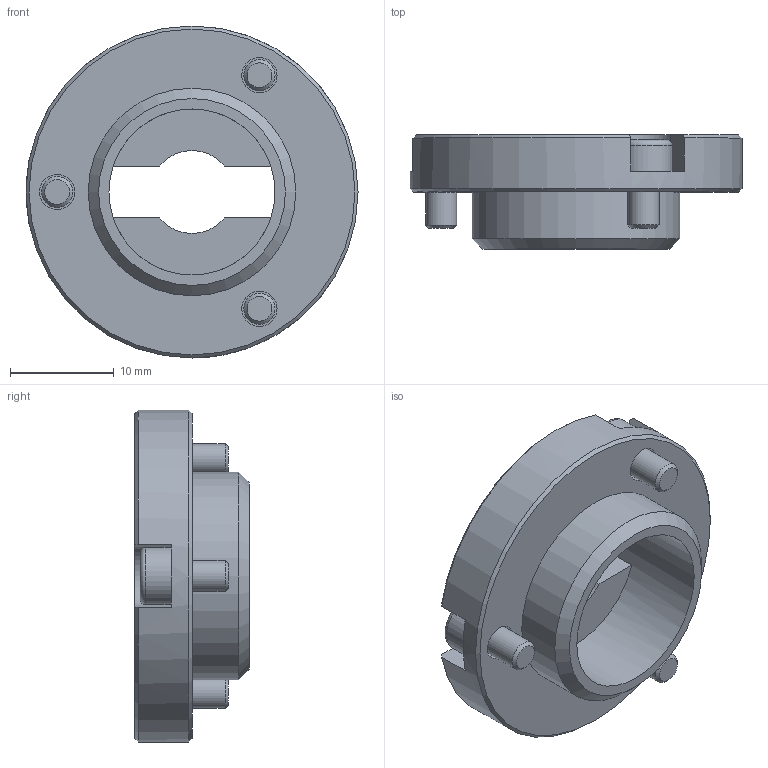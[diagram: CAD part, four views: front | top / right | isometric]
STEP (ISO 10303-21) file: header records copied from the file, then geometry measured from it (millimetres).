
FILE_DESCRIPTION( ( 'STEP AP214' ), '1' );
FILE_NAME( 'K1062.801.stp', '2020-12-10T09:42:18', ( '' ), ( '' ), ' ', 'PARTsolutions', ' ' );
FILE_SCHEMA( ( 'AUTOMOTIVE_DESIGN { 1 0 10303 214 1 1 1 1 }' ) );
Length unit declared in the file: millimetre
Products named in the file (1): _K1062.801
Bounding box: 32 x 11 x 32 mm (x, y, z)
Volume: 4134.3 mm3; surface area: 3272.7 mm2
Topology: 1 solids, 1 shells, 76 faces, 178 edges, 117 vertices
Faces by surface type: plane 48, cylinder 17, cone 8, torus 3
Full cylindrical faces by diameter (mm): 3 x3, 3.4 x3, 5.5 x3, 16 x1, 20 x1, 32 x1
Entity records: 2664 total; most frequent: CARTESIAN_POINT 360, DIRECTION 354, ORIENTED_EDGE 306, EDGE_CURVE 153, AXIS2_PLACEMENT_3D 130, VERTEX_POINT 112, EDGE_LOOP 111, LINE 94
